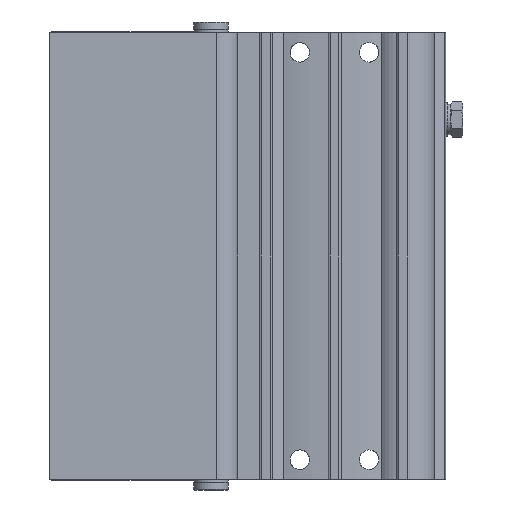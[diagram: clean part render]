
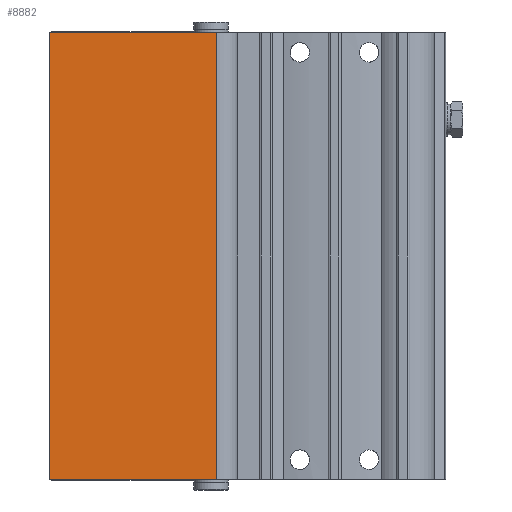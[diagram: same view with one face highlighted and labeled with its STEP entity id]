
A CAD part, front view. The second image highlights one B-rep face of the part: STEP entity #8882.
In plain terms, the highlighted planar face has unit normal (0, -1, 0).
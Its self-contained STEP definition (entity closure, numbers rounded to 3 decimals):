
#513=LINE('',#13909,#1280);
#573=LINE('',#14180,#1340);
#574=LINE('',#14182,#1341);
#575=LINE('',#14184,#1342);
#1280=VECTOR('',#11044,1000.);
#1340=VECTOR('',#11234,1000.);
#1341=VECTOR('',#11237,1000.);
#1342=VECTOR('',#11238,1000.);
#2304=ORIENTED_EDGE('',*,*,#4673,.T.);
#2305=ORIENTED_EDGE('',*,*,#4674,.F.);
#2306=ORIENTED_EDGE('',*,*,#4570,.F.);
#2307=ORIENTED_EDGE('',*,*,#4672,.T.);
#4570=EDGE_CURVE('',#5783,#5784,#513,.T.);
#4672=EDGE_CURVE('',#5783,#5853,#573,.T.);
#4673=EDGE_CURVE('',#5853,#5854,#574,.T.);
#4674=EDGE_CURVE('',#5784,#5854,#575,.T.);
#5783=VERTEX_POINT('',#13908);
#5784=VERTEX_POINT('',#13910);
#5853=VERTEX_POINT('',#14179);
#5854=VERTEX_POINT('',#14183);
#6944=EDGE_LOOP('',(#2304,#2305,#2306,#2307));
#7789=FACE_BOUND('',#6944,.T.);
#8543=PLANE('',#9881);
#8882=ADVANCED_FACE('',(#7789),#8543,.F.);
#9881=AXIS2_PLACEMENT_3D('',#14181,#11235,#11236);
#11044=DIRECTION('',(1.,0.,0.));
#11234=DIRECTION('',(0.,0.,-1.));
#11235=DIRECTION('',(0.,1.,0.));
#11236=DIRECTION('',(0.,0.,1.));
#11237=DIRECTION('',(1.,0.,0.));
#11238=DIRECTION('',(0.,0.,-1.));
#13908=CARTESIAN_POINT('',(52.8,-23.,103.));
#13909=CARTESIAN_POINT('',(52.8,-23.,103.));
#13910=CARTESIAN_POINT('',(91.5,-23.,103.));
#14179=CARTESIAN_POINT('',(52.8,-23.,0.));
#14180=CARTESIAN_POINT('',(52.8,-23.,103.));
#14181=CARTESIAN_POINT('',(52.8,-23.,103.));
#14182=CARTESIAN_POINT('',(52.8,-23.,0.));
#14183=CARTESIAN_POINT('',(91.5,-23.,0.));
#14184=CARTESIAN_POINT('',(91.5,-23.,103.));
